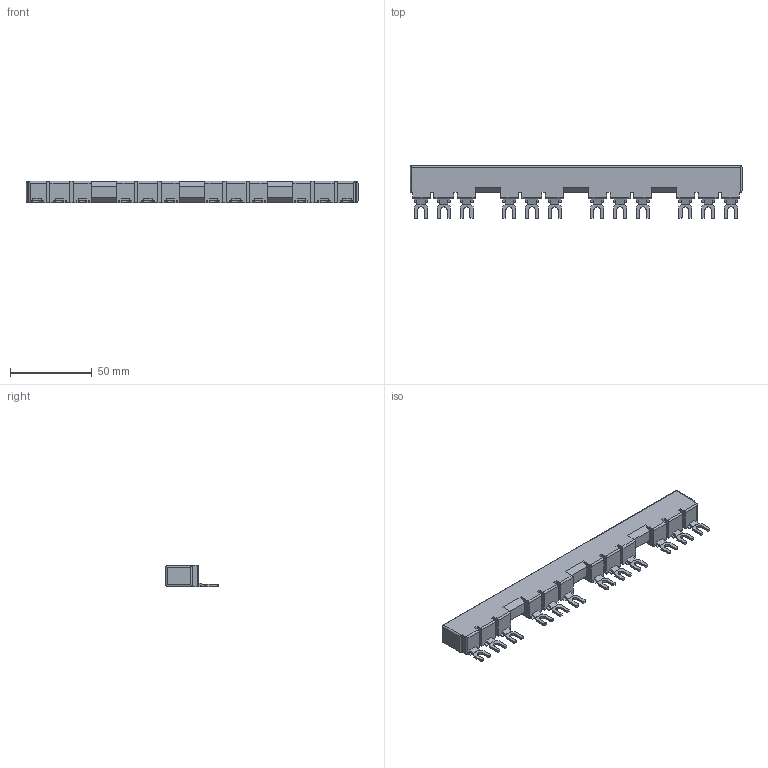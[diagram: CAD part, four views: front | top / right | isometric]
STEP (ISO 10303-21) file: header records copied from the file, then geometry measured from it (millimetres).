
FILE_DESCRIPTION(('FreeCAD Model'),'2;1');
FILE_NAME('3D-KT5-32-DB-54-4.step', '2020-05-01T15:00:25',('Author'),(''), 'Open CASCADE STEP processor 7.2','FreeCAD','Unknown');
FILE_SCHEMA(('AUTOMOTIVE_DESIGN { 1 0 10303 214 1 1 1 1 }'));
Length unit declared in the file: millimetre
Products named in the file (3): 10004766745_ASM; 10004766743; 10004766744011
Assembly tree (13 placements, depth 2):
  10004766745_ASM
    10004766743
    10004766744011  x12
Bounding box: 203.5 x 32.3 x 13 mm (x, y, z)
Volume: 50909.4 mm3; surface area: 16847.7 mm2
Topology: 13 solids, 13 shells, 396 faces, 1104 edges, 734 vertices
Faces by surface type: plane 276, cylinder 120
Entity records: 12065 total; most frequent: CARTESIAN_POINT 3093, DIRECTION 1658, LINE 1154, VECTOR 1154, ORIENTED_EDGE 888, PCURVE 888, DEFINITIONAL_REPRESENTATION 888, EDGE_CURVE 444
